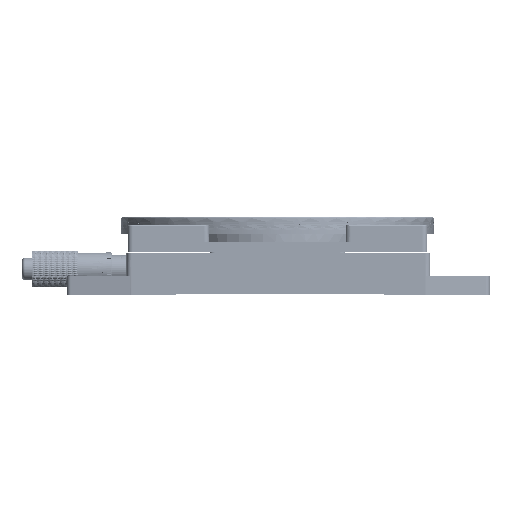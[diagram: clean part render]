
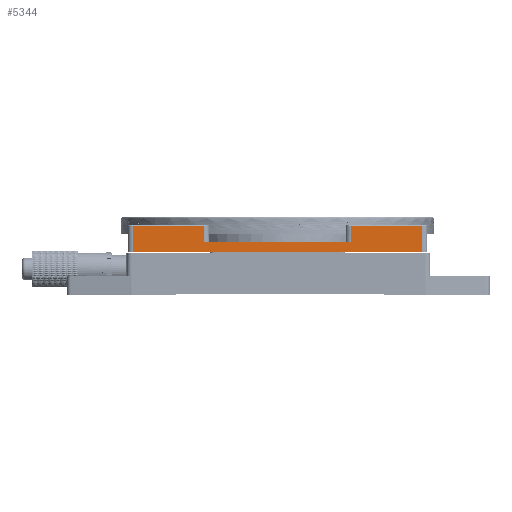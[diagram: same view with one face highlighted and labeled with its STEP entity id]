
A CAD part, front view. The second image highlights one B-rep face of the part: STEP entity #5344.
In plain terms, the highlighted planar face has unit normal (0, -1, 0).
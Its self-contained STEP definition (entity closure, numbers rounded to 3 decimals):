
#5344=ADVANCED_FACE('',(#15663),#179230,.T.);
#15663=FACE_OUTER_BOUND('',#26383,.T.);
#26383=EDGE_LOOP('',(#57504,#57505,#57506,#57507,#57508,#57509,#57510,#57511));
#57504=ORIENTED_EDGE('',*,*,#107320,.F.);
#57505=ORIENTED_EDGE('',*,*,#107326,.T.);
#57506=ORIENTED_EDGE('',*,*,#107327,.T.);
#57507=ORIENTED_EDGE('',*,*,#107328,.T.);
#57508=ORIENTED_EDGE('',*,*,#107329,.T.);
#57509=ORIENTED_EDGE('',*,*,#107308,.T.);
#57510=ORIENTED_EDGE('',*,*,#107330,.T.);
#57511=ORIENTED_EDGE('',*,*,#107324,.F.);
#107308=EDGE_CURVE('',#164734,#164733,#139169,.T.);
#107320=EDGE_CURVE('',#164755,#164756,#139179,.T.);
#107324=EDGE_CURVE('',#164756,#164761,#139182,.T.);
#107326=EDGE_CURVE('',#164755,#164762,#139184,.T.);
#107327=EDGE_CURVE('',#164762,#164763,#139185,.T.);
#107328=EDGE_CURVE('',#164763,#164764,#139186,.T.);
#107329=EDGE_CURVE('',#164764,#164734,#139187,.T.);
#107330=EDGE_CURVE('',#164733,#164761,#139188,.T.);
#139169=B_SPLINE_CURVE_WITH_KNOTS('',1,(#288744,#288745),.UNSPECIFIED.,
 .F.,.F.,(2,2),(-111.,0.),.UNSPECIFIED.);
#139179=B_SPLINE_CURVE_WITH_KNOTS('',1,(#288774,#288775),.UNSPECIFIED.,
 .F.,.F.,(2,2),(0.,6.),.UNSPECIFIED.);
#139182=B_SPLINE_CURVE_WITH_KNOTS('',1,(#288783,#288784),.UNSPECIFIED.,
 .F.,.F.,(2,2),(0.,27.308),.UNSPECIFIED.);
#139184=B_SPLINE_CURVE_WITH_KNOTS('',1,(#288787,#288788),.UNSPECIFIED.,
 .F.,.F.,(2,2),(0.,56.385),.UNSPECIFIED.);
#139185=B_SPLINE_CURVE_WITH_KNOTS('',1,(#288789,#288790),.UNSPECIFIED.,
 .F.,.F.,(2,2),(0.,6.),.UNSPECIFIED.);
#139186=B_SPLINE_CURVE_WITH_KNOTS('',1,(#288791,#288792),.UNSPECIFIED.,
 .F.,.F.,(2,2),(0.,27.308),.UNSPECIFIED.);
#139187=B_SPLINE_CURVE_WITH_KNOTS('',1,(#288793,#288794),.UNSPECIFIED.,
 .F.,.F.,(2,2),(0.,10.),.UNSPECIFIED.);
#139188=B_SPLINE_CURVE_WITH_KNOTS('',1,(#288795,#288796),.UNSPECIFIED.,
 .F.,.F.,(2,2),(0.,10.),.UNSPECIFIED.);
#164733=VERTEX_POINT('',#259692);
#164734=VERTEX_POINT('',#259693);
#164755=VERTEX_POINT('',#259714);
#164756=VERTEX_POINT('',#259715);
#164761=VERTEX_POINT('',#259720);
#164762=VERTEX_POINT('',#259721);
#164763=VERTEX_POINT('',#259722);
#164764=VERTEX_POINT('',#259723);
#179230=PLANE('',#188861);
#188861=AXIS2_PLACEMENT_3D('',#253081,#197444,$);
#197444=DIRECTION('',(0.,-1.,0.));
#253081=CARTESIAN_POINT('',(-71.214,-57.727,15.301));
#259692=CARTESIAN_POINT('',(51.006,-57.727,16.421));
#259693=CARTESIAN_POINT('',(-59.994,-57.727,16.421));
#259714=CARTESIAN_POINT('',(23.699,-57.727,20.421));
#259715=CARTESIAN_POINT('',(23.699,-57.727,26.421));
#259720=CARTESIAN_POINT('',(51.006,-57.727,26.421));
#259721=CARTESIAN_POINT('',(-32.686,-57.727,20.421));
#259722=CARTESIAN_POINT('',(-32.686,-57.727,26.421));
#259723=CARTESIAN_POINT('',(-59.994,-57.727,26.421));
#288744=CARTESIAN_POINT('',(-59.994,-57.727,16.421));
#288745=CARTESIAN_POINT('',(51.006,-57.727,16.421));
#288774=CARTESIAN_POINT('',(23.699,-57.727,20.421));
#288775=CARTESIAN_POINT('',(23.699,-57.727,26.421));
#288783=CARTESIAN_POINT('',(23.699,-57.727,26.421));
#288784=CARTESIAN_POINT('',(51.006,-57.727,26.421));
#288787=CARTESIAN_POINT('',(23.699,-57.727,20.421));
#288788=CARTESIAN_POINT('',(-32.686,-57.727,20.421));
#288789=CARTESIAN_POINT('',(-32.686,-57.727,20.421));
#288790=CARTESIAN_POINT('',(-32.686,-57.727,26.421));
#288791=CARTESIAN_POINT('',(-32.686,-57.727,26.421));
#288792=CARTESIAN_POINT('',(-59.994,-57.727,26.421));
#288793=CARTESIAN_POINT('',(-59.994,-57.727,26.421));
#288794=CARTESIAN_POINT('',(-59.994,-57.727,16.421));
#288795=CARTESIAN_POINT('',(51.006,-57.727,16.421));
#288796=CARTESIAN_POINT('',(51.006,-57.727,26.421));
